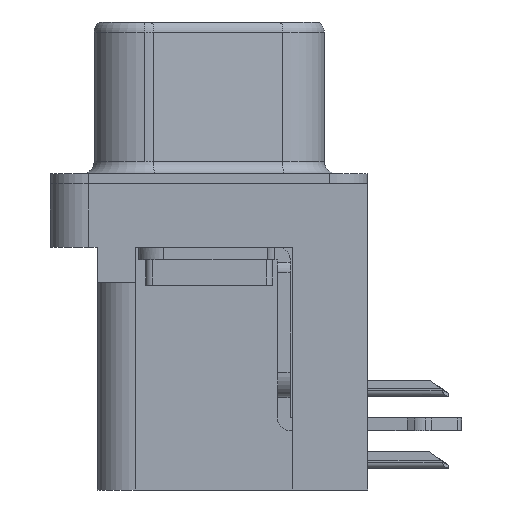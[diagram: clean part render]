
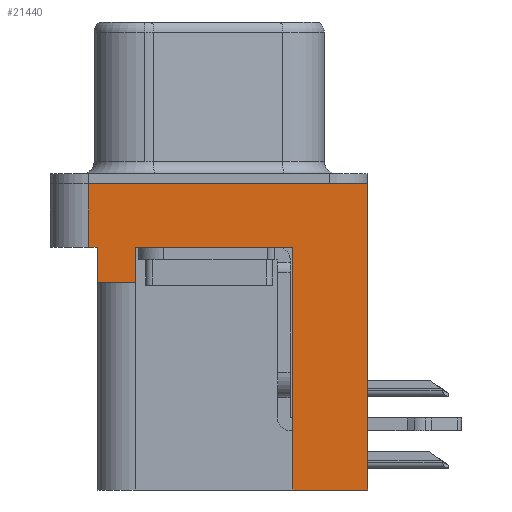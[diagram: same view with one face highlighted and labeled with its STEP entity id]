
A CAD part, left-side view. The second image highlights one B-rep face of the part: STEP entity #21440.
In plain terms, the highlighted planar face has unit normal (-1, 0, 0).
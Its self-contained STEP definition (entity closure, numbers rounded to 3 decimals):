
#7 = EDGE_CURVE ( 'NONE', #22069, #17424, #27064, .T. ) ;
#23 = DIRECTION ( 'NONE',  ( 0., -1., 0. ) ) ;
#786 = ORIENTED_EDGE ( 'NONE', *, *, #2776, .F. ) ;
#932 = VECTOR ( 'NONE', #27164, 1000. ) ;
#1753 = CARTESIAN_POINT ( 'NONE',  ( -2.91, 2.895, -3.9 ) ) ;
#1768 = CARTESIAN_POINT ( 'NONE',  ( -2.91, -3.295, -2.5 ) ) ;
#1843 = VECTOR ( 'NONE', #19820, 1000. ) ;
#1966 = CARTESIAN_POINT ( 'NONE',  ( -2.91, -6.275, -2.5 ) ) ;
#2749 = ORIENTED_EDGE ( 'NONE', *, *, #24686, .T. ) ;
#2776 = EDGE_CURVE ( 'NONE', #20225, #27294, #6882, .T. ) ;
#3053 = VECTOR ( 'NONE', #23910, 1000. ) ;
#3418 = VECTOR ( 'NONE', #22024, 1000. ) ;
#3433 = EDGE_CURVE ( 'NONE', #22879, #20692, #21730, .T. ) ;
#3537 = CARTESIAN_POINT ( 'NONE',  ( -2.91, -6.275, -2.5 ) ) ;
#4565 = VECTOR ( 'NONE', #15686, 1000. ) ;
#4779 = DIRECTION ( 'NONE',  ( 0., 0., 1. ) ) ;
#4888 = VERTEX_POINT ( 'NONE', #22227 ) ;
#5834 = LINE ( 'NONE', #27148, #26851 ) ;
#6521 = CARTESIAN_POINT ( 'NONE',  ( -2.91, -6.275, 0. ) ) ;
#6882 = LINE ( 'NONE', #23864, #25266 ) ;
#6918 = ORIENTED_EDGE ( 'NONE', *, *, #3433, .T. ) ;
#7760 = EDGE_CURVE ( 'NONE', #4888, #26656, #5834, .T. ) ;
#8355 = ORIENTED_EDGE ( 'NONE', *, *, #19742, .F. ) ;
#8524 = AXIS2_PLACEMENT_3D ( 'NONE', #3537, #12317, #16645 ) ;
#9362 = CARTESIAN_POINT ( 'NONE',  ( -2.91, -6.275, -2.5 ) ) ;
#10634 = CARTESIAN_POINT ( 'NONE',  ( -2.91, 4.775, 0. ) ) ;
#11083 = VERTEX_POINT ( 'NONE', #20673 ) ;
#11143 = CARTESIAN_POINT ( 'NONE',  ( -2.91, -6.275, -2.5 ) ) ;
#11316 = CARTESIAN_POINT ( 'NONE',  ( -2.91, -3.295, -12.1 ) ) ;
#12047 = EDGE_LOOP ( 'NONE', ( #23161, #22977, #25156, #786, #12778, #2749, #14773, #21090, #8355, #6918 ) ) ;
#12317 = DIRECTION ( 'NONE',  ( -1., 0., 0. ) ) ;
#12409 = LINE ( 'NONE', #24947, #932 ) ;
#12778 = ORIENTED_EDGE ( 'NONE', *, *, #18657, .F. ) ;
#13163 = CARTESIAN_POINT ( 'NONE',  ( -2.91, -3.295, -12.1 ) ) ;
#13294 = CARTESIAN_POINT ( 'NONE',  ( -2.91, -3.295, -12.1 ) ) ;
#13638 = LINE ( 'NONE', #1753, #25500 ) ;
#14099 = LINE ( 'NONE', #9362, #19641 ) ;
#14161 = CARTESIAN_POINT ( 'NONE',  ( -2.91, 2.895, -2.5 ) ) ;
#14542 = CARTESIAN_POINT ( 'NONE',  ( -2.91, -6.275, -12.1 ) ) ;
#14733 = DIRECTION ( 'NONE',  ( 0., 0., 1. ) ) ;
#14773 = ORIENTED_EDGE ( 'NONE', *, *, #7, .T. ) ;
#15336 = CARTESIAN_POINT ( 'NONE',  ( -2.91, 4.425, -3.9 ) ) ;
#15686 = DIRECTION ( 'NONE',  ( 0., 0., 1. ) ) ;
#15997 = EDGE_CURVE ( 'NONE', #26656, #20692, #23490, .T. ) ;
#16645 = DIRECTION ( 'NONE',  ( 0., 0., 1. ) ) ;
#17424 = VERTEX_POINT ( 'NONE', #1768 ) ;
#18421 = DIRECTION ( 'NONE',  ( 0., -1., 0. ) ) ;
#18657 = EDGE_CURVE ( 'NONE', #11083, #20225, #12409, .T. ) ;
#19641 = VECTOR ( 'NONE', #18421, 1000. ) ;
#19742 = EDGE_CURVE ( 'NONE', #22879, #26884, #23700, .T. ) ;
#19820 = DIRECTION ( 'NONE',  ( 0., 1., 0. ) ) ;
#19899 = EDGE_CURVE ( 'NONE', #4888, #27294, #14099, .T. ) ;
#20225 = VERTEX_POINT ( 'NONE', #15336 ) ;
#20673 = CARTESIAN_POINT ( 'NONE',  ( -2.91, 2.895, -3.9 ) ) ;
#20692 = VERTEX_POINT ( 'NONE', #6521 ) ;
#21090 = ORIENTED_EDGE ( 'NONE', *, *, #23053, .F. ) ;
#21440 = ADVANCED_FACE ( 'NONE', ( #22756 ), #27207, .T. ) ;
#21730 = LINE ( 'NONE', #11143, #3418 ) ;
#22024 = DIRECTION ( 'NONE',  ( 0., 0., 1. ) ) ;
#22069 = VERTEX_POINT ( 'NONE', #14161 ) ;
#22227 = CARTESIAN_POINT ( 'NONE',  ( -2.91, 4.775, -2.5 ) ) ;
#22756 = FACE_OUTER_BOUND ( 'NONE', #12047, .T. ) ;
#22837 = DIRECTION ( 'NONE',  ( 0., 0., 1. ) ) ;
#22879 = VERTEX_POINT ( 'NONE', #14542 ) ;
#22977 = ORIENTED_EDGE ( 'NONE', *, *, #7760, .F. ) ;
#23053 = EDGE_CURVE ( 'NONE', #26884, #17424, #26400, .T. ) ;
#23161 = ORIENTED_EDGE ( 'NONE', *, *, #15997, .F. ) ;
#23490 = LINE ( 'NONE', #25857, #3053 ) ;
#23700 = LINE ( 'NONE', #11316, #1843 ) ;
#23864 = CARTESIAN_POINT ( 'NONE',  ( -2.91, 4.425, -3.9 ) ) ;
#23910 = DIRECTION ( 'NONE',  ( 0., -1., 0. ) ) ;
#24686 = EDGE_CURVE ( 'NONE', #11083, #22069, #13638, .T. ) ;
#24947 = CARTESIAN_POINT ( 'NONE',  ( -2.91, 4.425, -3.9 ) ) ;
#24972 = VECTOR ( 'NONE', #23, 1000. ) ;
#25156 = ORIENTED_EDGE ( 'NONE', *, *, #19899, .T. ) ;
#25266 = VECTOR ( 'NONE', #4779, 1000. ) ;
#25500 = VECTOR ( 'NONE', #14733, 1000. ) ;
#25857 = CARTESIAN_POINT ( 'NONE',  ( -2.91, -6.275, 0. ) ) ;
#26400 = LINE ( 'NONE', #13163, #4565 ) ;
#26656 = VERTEX_POINT ( 'NONE', #10634 ) ;
#26851 = VECTOR ( 'NONE', #22837, 1000. ) ;
#26884 = VERTEX_POINT ( 'NONE', #13294 ) ;
#27001 = CARTESIAN_POINT ( 'NONE',  ( -2.91, 4.425, -2.5 ) ) ;
#27064 = LINE ( 'NONE', #1966, #24972 ) ;
#27148 = CARTESIAN_POINT ( 'NONE',  ( -2.91, 4.775, -2.5 ) ) ;
#27164 = DIRECTION ( 'NONE',  ( 0., 1., 0. ) ) ;
#27207 = PLANE ( 'NONE',  #8524 ) ;
#27294 = VERTEX_POINT ( 'NONE', #27001 ) ;
